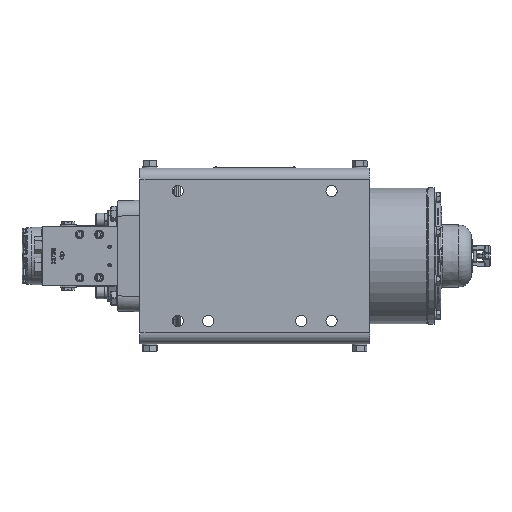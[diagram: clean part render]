
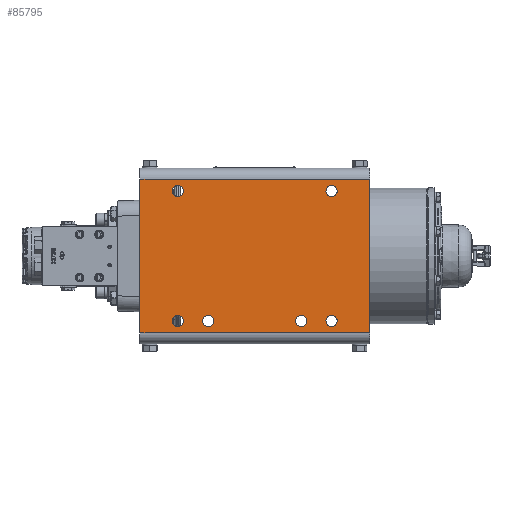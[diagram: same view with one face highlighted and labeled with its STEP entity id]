
A CAD part, front view. The second image highlights one B-rep face of the part: STEP entity #85795.
In plain terms, the highlighted planar face has unit normal (0, -1, 0).
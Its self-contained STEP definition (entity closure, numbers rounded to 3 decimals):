
#84691=DIRECTION('',(-1.,0.,0.));
#84692=VECTOR('',#84691,13.25);
#84693=CARTESIAN_POINT('',(12.688,-5.321,-4.438));
#84694=LINE('',#84693,#84692);
#84699=DIRECTION('',(0.,0.,-1.));
#84700=VECTOR('',#84699,8.875);
#84701=CARTESIAN_POINT('',(-0.562,-5.321,4.438));
#84702=LINE('',#84701,#84700);
#84703=CARTESIAN_POINT('',(8.75,-5.321,-3.75));
#84704=DIRECTION('',(0.,1.,0.));
#84705=DIRECTION('',(0.,0.,1.));
#84706=AXIS2_PLACEMENT_3D('',#84703,#84704,#84705);
#84708=CARTESIAN_POINT('',(8.75,-5.321,-3.75));
#84709=DIRECTION('',(0.,1.,0.));
#84710=DIRECTION('',(0.,0.,-1.));
#84711=AXIS2_PLACEMENT_3D('',#84708,#84709,#84710);
#84713=CARTESIAN_POINT('',(3.375,-5.321,-3.75));
#84714=DIRECTION('',(0.,1.,0.));
#84715=DIRECTION('',(0.,0.,1.));
#84716=AXIS2_PLACEMENT_3D('',#84713,#84714,#84715);
#84718=CARTESIAN_POINT('',(3.375,-5.321,-3.75));
#84719=DIRECTION('',(0.,1.,0.));
#84720=DIRECTION('',(0.,0.,-1.));
#84721=AXIS2_PLACEMENT_3D('',#84718,#84719,#84720);
#84723=CARTESIAN_POINT('',(10.5,-5.321,-3.75));
#84724=DIRECTION('',(0.,1.,0.));
#84725=DIRECTION('',(0.,0.,1.));
#84726=AXIS2_PLACEMENT_3D('',#84723,#84724,#84725);
#84728=CARTESIAN_POINT('',(10.5,-5.321,-3.75));
#84729=DIRECTION('',(0.,1.,0.));
#84730=DIRECTION('',(0.,0.,-1.));
#84731=AXIS2_PLACEMENT_3D('',#84728,#84729,#84730);
#84733=CARTESIAN_POINT('',(10.5,-5.321,3.75));
#84734=DIRECTION('',(0.,1.,0.));
#84735=DIRECTION('',(0.,0.,1.));
#84736=AXIS2_PLACEMENT_3D('',#84733,#84734,#84735);
#84738=CARTESIAN_POINT('',(10.5,-5.321,3.75));
#84739=DIRECTION('',(0.,1.,0.));
#84740=DIRECTION('',(0.,0.,-1.));
#84741=AXIS2_PLACEMENT_3D('',#84738,#84739,#84740);
#84743=CARTESIAN_POINT('',(1.625,-5.321,3.75));
#84744=DIRECTION('',(0.,1.,0.));
#84745=DIRECTION('',(0.,0.,1.));
#84746=AXIS2_PLACEMENT_3D('',#84743,#84744,#84745);
#84748=CARTESIAN_POINT('',(1.625,-5.321,3.75));
#84749=DIRECTION('',(0.,1.,0.));
#84750=DIRECTION('',(0.,0.,-1.));
#84751=AXIS2_PLACEMENT_3D('',#84748,#84749,#84750);
#84753=CARTESIAN_POINT('',(1.625,-5.321,-3.75));
#84754=DIRECTION('',(0.,1.,0.));
#84755=DIRECTION('',(0.,0.,1.));
#84756=AXIS2_PLACEMENT_3D('',#84753,#84754,#84755);
#84758=CARTESIAN_POINT('',(1.625,-5.321,-3.75));
#84759=DIRECTION('',(0.,1.,0.));
#84760=DIRECTION('',(0.,0.,-1.));
#84761=AXIS2_PLACEMENT_3D('',#84758,#84759,#84760);
#84767=DIRECTION('',(1.,0.,0.));
#84768=VECTOR('',#84767,13.25);
#84769=CARTESIAN_POINT('',(-0.562,-5.321,4.438));
#84770=LINE('',#84769,#84768);
#85257=DIRECTION('',(0.,0.,-1.));
#85258=VECTOR('',#85257,8.875);
#85259=CARTESIAN_POINT('',(12.688,-5.321,4.438));
#85260=LINE('',#85259,#85258);
#85468=CARTESIAN_POINT('',(12.688,-5.321,-4.438));
#85469=VERTEX_POINT('',#85468);
#85470=CARTESIAN_POINT('',(-0.562,-5.321,-4.438));
#85471=VERTEX_POINT('',#85470);
#85494=CARTESIAN_POINT('',(-0.562,-5.321,4.438));
#85495=VERTEX_POINT('',#85494);
#85496=CARTESIAN_POINT('',(12.688,-5.321,4.438));
#85497=VERTEX_POINT('',#85496);
#85530=CARTESIAN_POINT('',(8.75,-5.321,-4.078));
#85531=CARTESIAN_POINT('',(8.75,-5.321,-3.422));
#85532=VERTEX_POINT('',#85530);
#85533=VERTEX_POINT('',#85531);
#85542=CARTESIAN_POINT('',(3.375,-5.321,-3.422));
#85543=CARTESIAN_POINT('',(3.375,-5.321,-4.078));
#85544=VERTEX_POINT('',#85542);
#85545=VERTEX_POINT('',#85543);
#85554=CARTESIAN_POINT('',(10.5,-5.321,-3.422));
#85555=CARTESIAN_POINT('',(10.5,-5.321,-4.078));
#85556=VERTEX_POINT('',#85554);
#85557=VERTEX_POINT('',#85555);
#85566=CARTESIAN_POINT('',(10.5,-5.321,4.078));
#85567=CARTESIAN_POINT('',(10.5,-5.321,3.422));
#85568=VERTEX_POINT('',#85566);
#85569=VERTEX_POINT('',#85567);
#85578=CARTESIAN_POINT('',(1.625,-5.321,4.078));
#85579=CARTESIAN_POINT('',(1.625,-5.321,3.422));
#85580=VERTEX_POINT('',#85578);
#85581=VERTEX_POINT('',#85579);
#85582=CARTESIAN_POINT('',(1.625,-5.321,-3.422));
#85583=CARTESIAN_POINT('',(1.625,-5.321,-4.078));
#85584=VERTEX_POINT('',#85582);
#85585=VERTEX_POINT('',#85583);
#85745=CARTESIAN_POINT('',(-0.562,-5.321,-4.438));
#85746=DIRECTION('',(0.,1.,0.));
#85747=DIRECTION('',(0.,0.,-1.));
#85748=AXIS2_PLACEMENT_3D('',#85745,#85746,#85747);
#85749=PLANE('',#85748);
#85751=ORIENTED_EDGE('',*,*,#85750,.T.);
#85753=ORIENTED_EDGE('',*,*,#85752,.T.);
#85754=ORIENTED_EDGE('',*,*,#85728,.T.);
#85756=ORIENTED_EDGE('',*,*,#85755,.F.);
#85757=EDGE_LOOP('',(#85751,#85753,#85754,#85756));
#85758=FACE_OUTER_BOUND('',#85757,.F.);
#85760=ORIENTED_EDGE('',*,*,#85759,.F.);
#85762=ORIENTED_EDGE('',*,*,#85761,.F.);
#85763=EDGE_LOOP('',(#85760,#85762));
#85764=FACE_BOUND('',#85763,.F.);
#85766=ORIENTED_EDGE('',*,*,#85765,.F.);
#85768=ORIENTED_EDGE('',*,*,#85767,.F.);
#85769=EDGE_LOOP('',(#85766,#85768));
#85770=FACE_BOUND('',#85769,.F.);
#85772=ORIENTED_EDGE('',*,*,#85771,.F.);
#85774=ORIENTED_EDGE('',*,*,#85773,.F.);
#85775=EDGE_LOOP('',(#85772,#85774));
#85776=FACE_BOUND('',#85775,.F.);
#85778=ORIENTED_EDGE('',*,*,#85777,.F.);
#85780=ORIENTED_EDGE('',*,*,#85779,.F.);
#85781=EDGE_LOOP('',(#85778,#85780));
#85782=FACE_BOUND('',#85781,.F.);
#85784=ORIENTED_EDGE('',*,*,#85783,.F.);
#85786=ORIENTED_EDGE('',*,*,#85785,.F.);
#85787=EDGE_LOOP('',(#85784,#85786));
#85788=FACE_BOUND('',#85787,.F.);
#85790=ORIENTED_EDGE('',*,*,#85789,.F.);
#85792=ORIENTED_EDGE('',*,*,#85791,.F.);
#85793=EDGE_LOOP('',(#85790,#85792));
#85794=FACE_BOUND('',#85793,.F.);
#84707=CIRCLE('',#84706,0.328);
#84712=CIRCLE('',#84711,0.328);
#84717=CIRCLE('',#84716,0.328);
#84722=CIRCLE('',#84721,0.328);
#84727=CIRCLE('',#84726,0.328);
#84732=CIRCLE('',#84731,0.328);
#84737=CIRCLE('',#84736,0.328);
#84742=CIRCLE('',#84741,0.328);
#84747=CIRCLE('',#84746,0.328);
#84752=CIRCLE('',#84751,0.328);
#84757=CIRCLE('',#84756,0.328);
#84762=CIRCLE('',#84761,0.328);
#85728=EDGE_CURVE('',#85469,#85471,#84694,.T.);
#85750=EDGE_CURVE('',#85495,#85497,#84770,.T.);
#85752=EDGE_CURVE('',#85497,#85469,#85260,.T.);
#85755=EDGE_CURVE('',#85495,#85471,#84702,.T.);
#85759=EDGE_CURVE('',#85533,#85532,#84707,.T.);
#85761=EDGE_CURVE('',#85532,#85533,#84712,.T.);
#85765=EDGE_CURVE('',#85544,#85545,#84717,.T.);
#85767=EDGE_CURVE('',#85545,#85544,#84722,.T.);
#85771=EDGE_CURVE('',#85556,#85557,#84727,.T.);
#85773=EDGE_CURVE('',#85557,#85556,#84732,.T.);
#85777=EDGE_CURVE('',#85568,#85569,#84737,.T.);
#85779=EDGE_CURVE('',#85569,#85568,#84742,.T.);
#85783=EDGE_CURVE('',#85580,#85581,#84747,.T.);
#85785=EDGE_CURVE('',#85581,#85580,#84752,.T.);
#85789=EDGE_CURVE('',#85584,#85585,#84757,.T.);
#85791=EDGE_CURVE('',#85585,#85584,#84762,.T.);
#85795=ADVANCED_FACE('',(#85758,#85764,#85770,#85776,#85782,#85788,#85794),
#85749,.F.);
